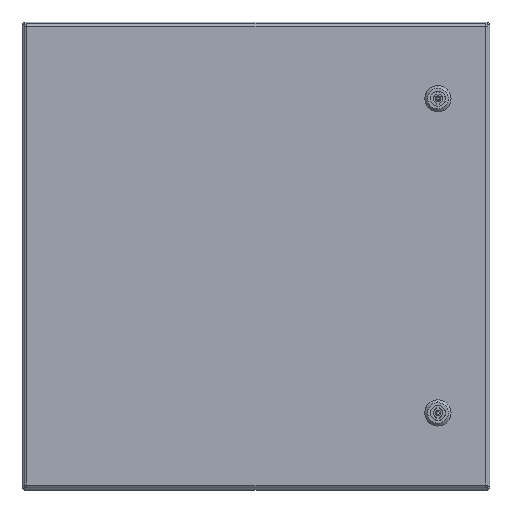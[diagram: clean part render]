
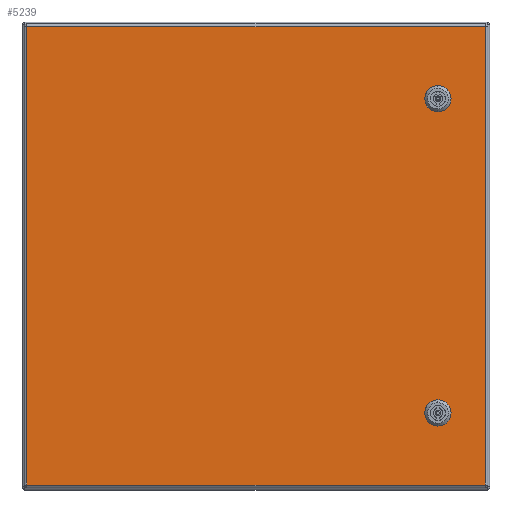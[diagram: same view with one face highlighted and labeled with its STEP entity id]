
A CAD part, top view. The second image highlights one B-rep face of the part: STEP entity #5239.
In plain terms, the highlighted planar face has unit normal (0, 0, 1).
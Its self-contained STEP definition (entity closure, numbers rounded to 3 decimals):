
#5092=AXIS2_PLACEMENT_3D('Plane Axis2P3D',#5089,#5090,#5091) ;
#4842=CARTESIAN_POINT('Vertex',(5.,5.,200.)) ;
#4845=CARTESIAN_POINT('Line Origine',(5.,250.,200.)) ;
#4849=CARTESIAN_POINT('Vertex',(5.,495.,200.)) ;
#5089=CARTESIAN_POINT('Axis2P3D Location',(250.,250.,200.)) ;
#5094=CARTESIAN_POINT('Line Origine',(495.,250.,200.)) ;
#5098=CARTESIAN_POINT('Vertex',(495.,5.,200.)) ;
#5100=CARTESIAN_POINT('Vertex',(495.,495.,200.)) ;
#5103=CARTESIAN_POINT('Line Origine',(250.,495.,200.)) ;
#5108=CARTESIAN_POINT('Line Origine',(250.,5.,200.)) ;
#5120=CARTESIAN_POINT('Control Point',(433.401,426.116,200.)) ;
#5121=CARTESIAN_POINT('Control Point',(434.152,427.143,200.)) ;
#5122=CARTESIAN_POINT('Control Point',(435.021,428.083,200.)) ;
#5123=CARTESIAN_POINT('Control Point',(435.996,428.917,200.)) ;
#5124=CARTESIAN_POINT('Control Point',(438.12,430.346,200.)) ;
#5125=CARTESIAN_POINT('Control Point',(440.514,431.252,200.)) ;
#5126=CARTESIAN_POINT('Control Point',(441.759,431.565,200.)) ;
#5127=CARTESIAN_POINT('Control Point',(444.298,431.896,200.)) ;
#5128=CARTESIAN_POINT('Control Point',(446.845,431.639,200.)) ;
#5129=CARTESIAN_POINT('Control Point',(448.098,431.363,200.)) ;
#5130=CARTESIAN_POINT('Control Point',(450.518,430.527,200.)) ;
#5131=CARTESIAN_POINT('Control Point',(452.683,429.16,200.)) ;
#5132=CARTESIAN_POINT('Control Point',(453.681,428.354,200.)) ;
#5133=CARTESIAN_POINT('Control Point',(455.474,426.527,200.)) ;
#5134=CARTESIAN_POINT('Control Point',(456.802,424.338,200.)) ;
#5135=CARTESIAN_POINT('Control Point',(457.336,423.171,200.)) ;
#5136=CARTESIAN_POINT('Control Point',(458.125,420.736,200.)) ;
#5137=CARTESIAN_POINT('Control Point',(458.337,418.184,200.)) ;
#5138=CARTESIAN_POINT('Control Point',(458.295,416.902,200.)) ;
#5139=CARTESIAN_POINT('Control Point',(457.954,414.631,200.)) ;
#5140=CARTESIAN_POINT('Control Point',(457.156,412.484,200.)) ;
#5141=CARTESIAN_POINT('Control Point',(456.716,411.568,200.)) ;
#5142=CARTESIAN_POINT('Control Point',(456.195,410.699,200.)) ;
#5143=CARTESIAN_POINT('Control Point',(455.599,409.884,200.)) ;
#5144=CARTESIAN_POINT('Vertex',(455.599,409.884,200.)) ;
#5146=CARTESIAN_POINT('Vertex',(433.401,426.116,200.)) ;
#5150=CARTESIAN_POINT('Control Point',(455.599,409.884,200.)) ;
#5151=CARTESIAN_POINT('Control Point',(454.848,408.857,200.)) ;
#5152=CARTESIAN_POINT('Control Point',(453.979,407.917,200.)) ;
#5153=CARTESIAN_POINT('Control Point',(453.004,407.083,200.)) ;
#5154=CARTESIAN_POINT('Control Point',(450.88,405.654,200.)) ;
#5155=CARTESIAN_POINT('Control Point',(448.486,404.748,200.)) ;
#5156=CARTESIAN_POINT('Control Point',(447.241,404.435,200.)) ;
#5157=CARTESIAN_POINT('Control Point',(444.702,404.104,200.)) ;
#5158=CARTESIAN_POINT('Control Point',(442.155,404.361,200.)) ;
#5159=CARTESIAN_POINT('Control Point',(440.902,404.637,200.)) ;
#5160=CARTESIAN_POINT('Control Point',(438.482,405.473,200.)) ;
#5161=CARTESIAN_POINT('Control Point',(436.317,406.84,200.)) ;
#5162=CARTESIAN_POINT('Control Point',(435.319,407.646,200.)) ;
#5163=CARTESIAN_POINT('Control Point',(433.526,409.473,200.)) ;
#5164=CARTESIAN_POINT('Control Point',(432.198,411.662,200.)) ;
#5165=CARTESIAN_POINT('Control Point',(431.664,412.829,200.)) ;
#5166=CARTESIAN_POINT('Control Point',(430.875,415.264,200.)) ;
#5167=CARTESIAN_POINT('Control Point',(430.663,417.816,200.)) ;
#5168=CARTESIAN_POINT('Control Point',(430.705,419.098,200.)) ;
#5169=CARTESIAN_POINT('Control Point',(431.046,421.369,200.)) ;
#5170=CARTESIAN_POINT('Control Point',(431.844,423.516,200.)) ;
#5171=CARTESIAN_POINT('Control Point',(432.284,424.432,200.)) ;
#5172=CARTESIAN_POINT('Control Point',(432.805,425.301,200.)) ;
#5173=CARTESIAN_POINT('Control Point',(433.401,426.116,200.)) ;
#5180=CARTESIAN_POINT('Control Point',(433.401,90.116,200.)) ;
#5181=CARTESIAN_POINT('Control Point',(434.152,91.143,200.)) ;
#5182=CARTESIAN_POINT('Control Point',(435.021,92.083,200.)) ;
#5183=CARTESIAN_POINT('Control Point',(435.996,92.917,200.)) ;
#5184=CARTESIAN_POINT('Control Point',(438.12,94.346,200.)) ;
#5185=CARTESIAN_POINT('Control Point',(440.514,95.252,200.)) ;
#5186=CARTESIAN_POINT('Control Point',(441.759,95.565,200.)) ;
#5187=CARTESIAN_POINT('Control Point',(444.298,95.896,200.)) ;
#5188=CARTESIAN_POINT('Control Point',(446.845,95.639,200.)) ;
#5189=CARTESIAN_POINT('Control Point',(448.098,95.363,200.)) ;
#5190=CARTESIAN_POINT('Control Point',(450.518,94.527,200.)) ;
#5191=CARTESIAN_POINT('Control Point',(452.683,93.16,200.)) ;
#5192=CARTESIAN_POINT('Control Point',(453.681,92.354,200.)) ;
#5193=CARTESIAN_POINT('Control Point',(455.474,90.527,200.)) ;
#5194=CARTESIAN_POINT('Control Point',(456.802,88.338,200.)) ;
#5195=CARTESIAN_POINT('Control Point',(457.336,87.171,200.)) ;
#5196=CARTESIAN_POINT('Control Point',(458.125,84.736,200.)) ;
#5197=CARTESIAN_POINT('Control Point',(458.337,82.184,200.)) ;
#5198=CARTESIAN_POINT('Control Point',(458.295,80.902,200.)) ;
#5199=CARTESIAN_POINT('Control Point',(457.954,78.631,200.)) ;
#5200=CARTESIAN_POINT('Control Point',(457.156,76.484,200.)) ;
#5201=CARTESIAN_POINT('Control Point',(456.716,75.568,200.)) ;
#5202=CARTESIAN_POINT('Control Point',(456.195,74.699,200.)) ;
#5203=CARTESIAN_POINT('Control Point',(455.599,73.884,200.)) ;
#5204=CARTESIAN_POINT('Vertex',(455.599,73.884,200.)) ;
#5206=CARTESIAN_POINT('Vertex',(433.401,90.116,200.)) ;
#5210=CARTESIAN_POINT('Control Point',(455.599,73.884,200.)) ;
#5211=CARTESIAN_POINT('Control Point',(454.848,72.857,200.)) ;
#5212=CARTESIAN_POINT('Control Point',(453.979,71.917,200.)) ;
#5213=CARTESIAN_POINT('Control Point',(453.004,71.083,200.)) ;
#5214=CARTESIAN_POINT('Control Point',(450.88,69.654,200.)) ;
#5215=CARTESIAN_POINT('Control Point',(448.486,68.748,200.)) ;
#5216=CARTESIAN_POINT('Control Point',(447.241,68.435,200.)) ;
#5217=CARTESIAN_POINT('Control Point',(444.702,68.104,200.)) ;
#5218=CARTESIAN_POINT('Control Point',(442.155,68.361,200.)) ;
#5219=CARTESIAN_POINT('Control Point',(440.902,68.637,200.)) ;
#5220=CARTESIAN_POINT('Control Point',(438.482,69.473,200.)) ;
#5221=CARTESIAN_POINT('Control Point',(436.317,70.84,200.)) ;
#5222=CARTESIAN_POINT('Control Point',(435.319,71.646,200.)) ;
#5223=CARTESIAN_POINT('Control Point',(433.526,73.473,200.)) ;
#5224=CARTESIAN_POINT('Control Point',(432.198,75.662,200.)) ;
#5225=CARTESIAN_POINT('Control Point',(431.664,76.829,200.)) ;
#5226=CARTESIAN_POINT('Control Point',(430.875,79.264,200.)) ;
#5227=CARTESIAN_POINT('Control Point',(430.663,81.816,200.)) ;
#5228=CARTESIAN_POINT('Control Point',(430.705,83.098,200.)) ;
#5229=CARTESIAN_POINT('Control Point',(431.046,85.369,200.)) ;
#5230=CARTESIAN_POINT('Control Point',(431.844,87.516,200.)) ;
#5231=CARTESIAN_POINT('Control Point',(432.284,88.432,200.)) ;
#5232=CARTESIAN_POINT('Control Point',(432.805,89.301,200.)) ;
#5233=CARTESIAN_POINT('Control Point',(433.401,90.116,200.)) ;
#4846=DIRECTION('Vector Direction',(0.,1.,0.)) ;
#5090=DIRECTION('Axis2P3D Direction',(0.,0.,1.)) ;
#5091=DIRECTION('Axis2P3D XDirection',(1.,0.,0.)) ;
#5095=DIRECTION('Vector Direction',(0.,1.,0.)) ;
#5104=DIRECTION('Vector Direction',(-1.,0.,0.)) ;
#5109=DIRECTION('Vector Direction',(1.,0.,0.)) ;
#4847=VECTOR('Line Direction',#4846,1.) ;
#5096=VECTOR('Line Direction',#5095,1.) ;
#5105=VECTOR('Line Direction',#5104,1.) ;
#5110=VECTOR('Line Direction',#5109,1.) ;
#5114=ORIENTED_EDGE('',*,*,#5102,.T.) ;
#5115=ORIENTED_EDGE('',*,*,#5107,.T.) ;
#5116=ORIENTED_EDGE('',*,*,#4851,.T.) ;
#5117=ORIENTED_EDGE('',*,*,#5112,.T.) ;
#5176=ORIENTED_EDGE('',*,*,#5148,.F.) ;
#5177=ORIENTED_EDGE('',*,*,#5174,.F.) ;
#5236=ORIENTED_EDGE('',*,*,#5208,.F.) ;
#5237=ORIENTED_EDGE('',*,*,#5234,.F.) ;
#5178=FACE_BOUND('',#5175,.T.) ;
#5238=FACE_BOUND('',#5235,.T.) ;
#5239=ADVANCED_FACE('Hauptk\X2\00F6\X0\rper',(#5118,#5178,#5238),#5093,.T.) ;
#5119=B_SPLINE_CURVE_WITH_KNOTS('',5,(#5120,#5121,#5122,#5123,#5124,#5125,#5126,#5127,#5128,#5129,#5130,#5131,#5132,#5133,#5134,#5135,#5136,#5137,#5138,#5139,#5140,#5141,#5142,#5143),.UNSPECIFIED.,.F.,.U.,(6,3,3,3,3,3,3,6),(0.,8.992,17.983,26.975,35.966,44.958,53.95,61.089),.UNSPECIFIED.) ;
#5149=B_SPLINE_CURVE_WITH_KNOTS('',5,(#5150,#5151,#5152,#5153,#5154,#5155,#5156,#5157,#5158,#5159,#5160,#5161,#5162,#5163,#5164,#5165,#5166,#5167,#5168,#5169,#5170,#5171,#5172,#5173),.UNSPECIFIED.,.F.,.U.,(6,3,3,3,3,3,3,6),(0.,8.992,17.983,26.975,35.966,44.958,53.95,61.089),.UNSPECIFIED.) ;
#5179=B_SPLINE_CURVE_WITH_KNOTS('',5,(#5180,#5181,#5182,#5183,#5184,#5185,#5186,#5187,#5188,#5189,#5190,#5191,#5192,#5193,#5194,#5195,#5196,#5197,#5198,#5199,#5200,#5201,#5202,#5203),.UNSPECIFIED.,.F.,.U.,(6,3,3,3,3,3,3,6),(0.,8.992,17.983,26.975,35.966,44.958,53.95,61.089),.UNSPECIFIED.) ;
#5209=B_SPLINE_CURVE_WITH_KNOTS('',5,(#5210,#5211,#5212,#5213,#5214,#5215,#5216,#5217,#5218,#5219,#5220,#5221,#5222,#5223,#5224,#5225,#5226,#5227,#5228,#5229,#5230,#5231,#5232,#5233),.UNSPECIFIED.,.F.,.U.,(6,3,3,3,3,3,3,6),(0.,8.992,17.983,26.975,35.966,44.958,53.95,61.089),.UNSPECIFIED.) ;
#4851=EDGE_CURVE('',#4850,#4843,#4848,.F.) ;
#5102=EDGE_CURVE('',#5099,#5101,#5097,.T.) ;
#5107=EDGE_CURVE('',#5101,#4850,#5106,.T.) ;
#5112=EDGE_CURVE('',#4843,#5099,#5111,.T.) ;
#5148=EDGE_CURVE('',#5145,#5147,#5119,.F.) ;
#5174=EDGE_CURVE('',#5147,#5145,#5149,.F.) ;
#5208=EDGE_CURVE('',#5205,#5207,#5179,.F.) ;
#5234=EDGE_CURVE('',#5207,#5205,#5209,.F.) ;
#5113=EDGE_LOOP('',(#5114,#5115,#5116,#5117)) ;
#5175=EDGE_LOOP('',(#5176,#5177)) ;
#5235=EDGE_LOOP('',(#5236,#5237)) ;
#5118=FACE_OUTER_BOUND('',#5113,.T.) ;
#4848=LINE('Line',#4845,#4847) ;
#5097=LINE('Line',#5094,#5096) ;
#5106=LINE('Line',#5103,#5105) ;
#5111=LINE('Line',#5108,#5110) ;
#5093=PLANE('',#5092) ;
#4843=VERTEX_POINT('',#4842) ;
#4850=VERTEX_POINT('',#4849) ;
#5099=VERTEX_POINT('',#5098) ;
#5101=VERTEX_POINT('',#5100) ;
#5145=VERTEX_POINT('',#5144) ;
#5147=VERTEX_POINT('',#5146) ;
#5205=VERTEX_POINT('',#5204) ;
#5207=VERTEX_POINT('',#5206) ;
